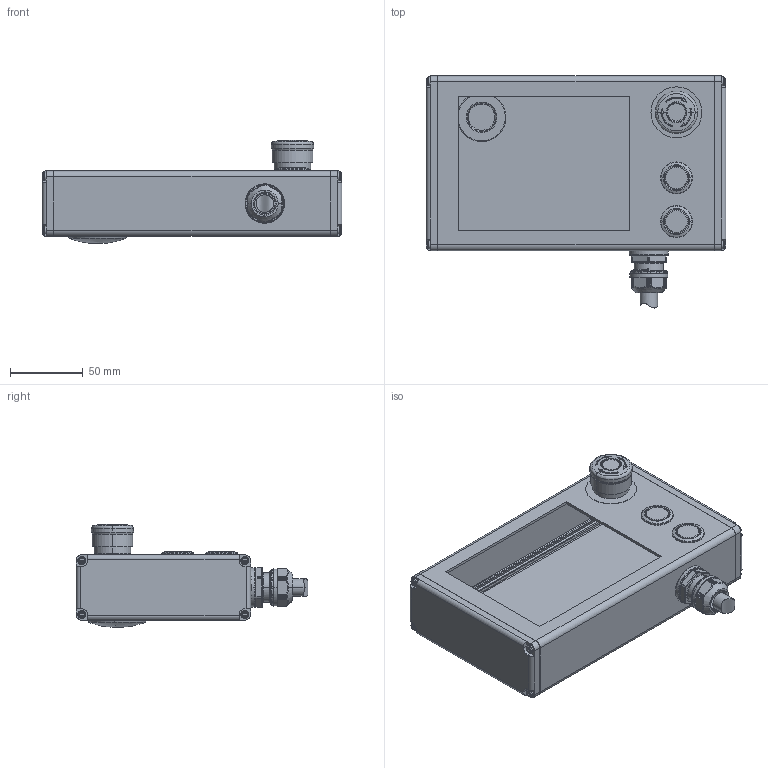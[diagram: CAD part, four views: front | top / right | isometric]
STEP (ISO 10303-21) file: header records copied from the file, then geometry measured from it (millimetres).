
FILE_DESCRIPTION (( 'STEP AP203' ), '1' );
FILE_NAME ('CMC-401N-STP.step', '2025-06-23T09:03:03', ( '' ), ( '' ), 'SwSTEP 2.0', 'SolidWorks 2020', '' );
FILE_SCHEMA (( 'CONFIG_CONTROL_DESIGN' ));
Length unit declared in the file: millimetre
Products named in the file (1): CMC-401N-STP
Bounding box: 206 x 159.31 x 70.85 mm (x, y, z)
Volume: 167462.9 mm3; surface area: 141894.2 mm2
Topology: 2 solids, 3 shells, 1082 faces, 2886 edges, 1852 vertices
Faces by surface type: plane 505, cylinder 299, bspline 166, cone 80, torus 30, sphere 2
Entity records: 42500 total; most frequent: CARTESIAN_POINT 16669, ORIENTED_EDGE 5764, DIRECTION 4953, EDGE_CURVE 2882, VERTEX_POINT 1852, AXIS2_PLACEMENT_3D 1767, VECTOR 1419, LINE 1419
